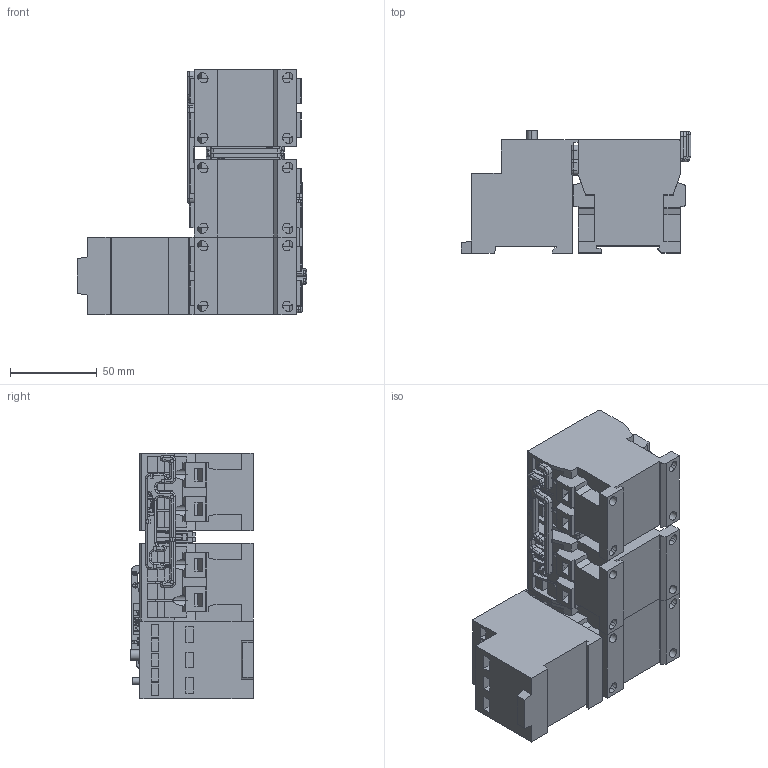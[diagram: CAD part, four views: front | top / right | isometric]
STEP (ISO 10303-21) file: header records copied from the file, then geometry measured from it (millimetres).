
FILE_DESCRIPTION (( 'STEP AP203' ), '1' );
FILE_NAME ('K3NY-07_10_14_22+U3_32.STEP', '2014-03-11T13:02:20', ( '' ), ( '' ), 'SwSTEP 2.0', 'SolidWorks 2014', '' );
FILE_SCHEMA (( 'CONFIG_CONTROL_DESIGN' ));
Length unit declared in the file: millimetre
Products named in the file (18): 65278; U3-32; 65277; 65058; 65276; 65061; K3-10N; K3NY-07_10_14_22+U3_32; 65063; 28468; 65104; Imported44; 47922; Imported45; 65279; 47924
Assembly tree (19 placements, depth 3):
  K3NY-07_10_14_22+U3_32
    K3-10N  x3
    47924
      28468
      Imported44
      47922
      Imported45
    U3-32
    65058
      65058
      65061
      65063
      65104
    65276
      65276
      65279
      65278
      65277
Bounding box: 132.5 x 70.7 x 142 mm (x, y, z)
Volume: 596068.6 mm3; surface area: 119768.3 mm2
Topology: 16 solids, 16 shells, 2682 faces, 7149 edges, 4633 vertices
Faces by surface type: plane 1531, cylinder 736, bspline 251, torus 152, cone 12
Entity records: 80224 total; most frequent: CARTESIAN_POINT 27197, ORIENTED_EDGE 11192, DIRECTION 9923, EDGE_CURVE 5596, VERTEX_POINT 3613, LINE 3323, VECTOR 3323, AXIS2_PLACEMENT_3D 3300
